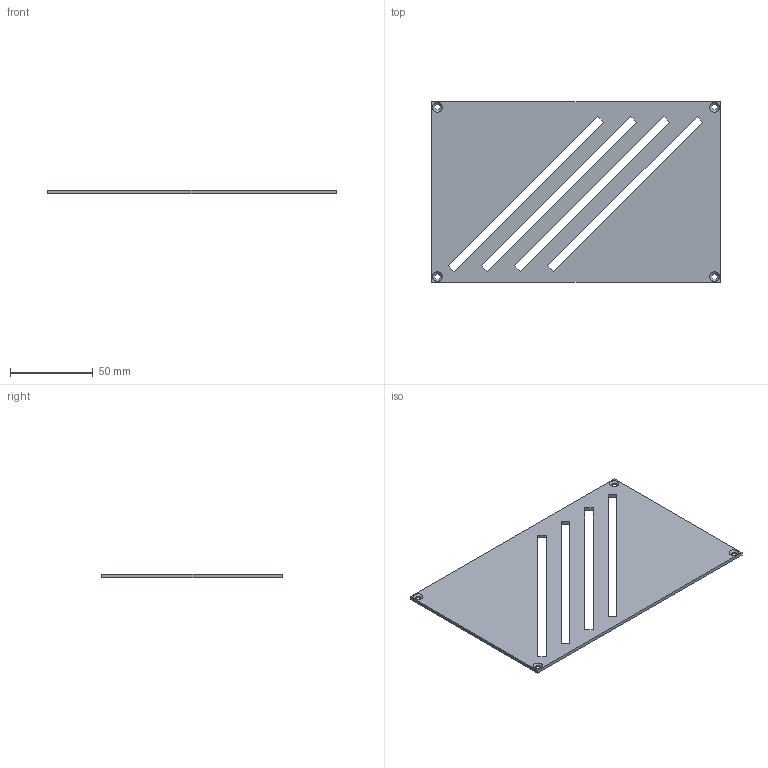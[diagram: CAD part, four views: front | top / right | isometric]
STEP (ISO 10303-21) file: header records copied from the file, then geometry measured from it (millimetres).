
FILE_DESCRIPTION(/* description */ (''),/* implementation_level */ '2;1');
FILE_NAME(/* name */ 'module_lid v3.step',/* time_stamp */ '2024-10-21T12:17:29-07:00',/* author */ (''),/* organization */ (''),/* preprocessor_version */ 'ST-DEVELOPER v20',/* originating_system */ 'Autodesk Translation Framework v13.20.0.188',/* authorisation */ '');
FILE_SCHEMA (('AUTOMOTIVE_DESIGN { 1 0 10303 214 3 1 1 }'));
Length unit declared in the file: millimetre
Products named in the file (1): module_lid
Bounding box: 174 x 109 x 2 mm (x, y, z)
Volume: 32731.9 mm3; surface area: 36079.9 mm2
Topology: 1 solids, 1 shells, 30 faces, 80 edges, 52 vertices
Faces by surface type: plane 22, cone 4, cylinder 4
Full cylindrical faces by diameter (mm): 3.4 x4
Entity records: 989 total; most frequent: CARTESIAN_POINT 163, ORIENTED_EDGE 160, DIRECTION 154, EDGE_CURVE 80, LINE 68, VECTOR 68, VERTEX_POINT 52, EDGE_LOOP 46
